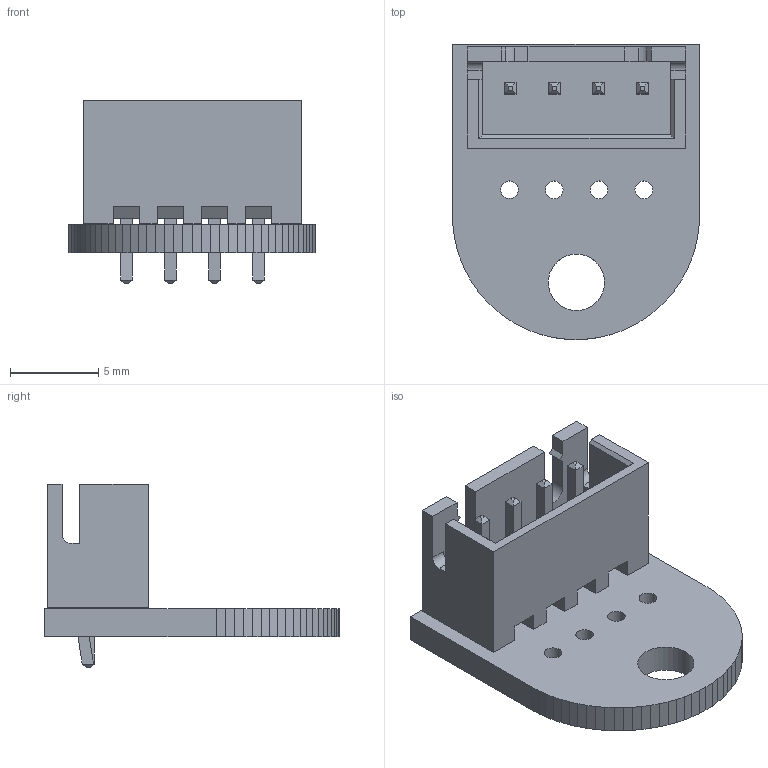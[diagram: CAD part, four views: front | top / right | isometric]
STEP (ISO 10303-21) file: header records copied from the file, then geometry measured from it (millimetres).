
FILE_DESCRIPTION(('KiCad electronic assembly'),'2;1');
FILE_NAME('mirte-bms-breakout.step','2024-03-01T22:26:15',('Pcbnew'),( 'Kicad'),'Open CASCADE STEP processor 7.7','KiCad to STEP converter' ,'Unknown');
FILE_SCHEMA(('AUTOMOTIVE_DESIGN { 1 0 10303 214 1 1 1 1 }'));
Length unit declared in the file: millimetre
Products named in the file (4): mirte-bms-breakout 1; JST_XH_B4B-XH-A_1x04_P2.50mm_Vertical; SOLID; mirte-bms-breakout PCB
Assembly tree (3 placements, depth 3):
  mirte-bms-breakout 1
    JST_XH_B4B-XH-A_1x04_P2.50mm_Vertical
      SOLID
    mirte-bms-breakout PCB
Bounding box: 14 x 16.75 x 10.4 mm (x, y, z)
Volume: 566.9 mm3; surface area: 1177.9 mm2
Topology: 2 solids, 2 shells, 197 faces, 529 edges, 344 vertices
Faces by surface type: plane 184, cylinder 13
Full cylindrical faces by diameter (mm): 0.95 x4, 1 x4, 3.2 x1
Entity records: 14067 total; most frequent: CARTESIAN_POINT 2252, DIRECTION 1995, LINE 1535, VECTOR 1535, ORIENTED_EDGE 1058, PCURVE 1058, DEFINITIONAL_REPRESENTATION 1058, EDGE_CURVE 529
